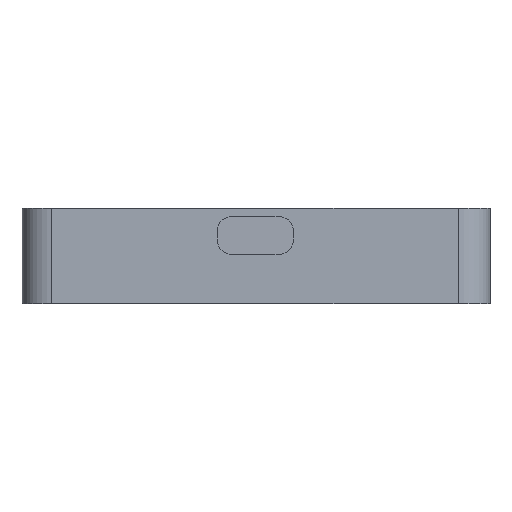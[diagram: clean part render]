
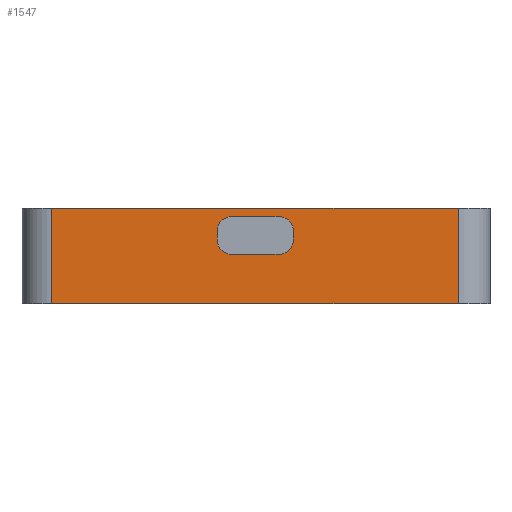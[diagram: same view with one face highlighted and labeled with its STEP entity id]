
A CAD part, left-side view. The second image highlights one B-rep face of the part: STEP entity #1547.
In plain terms, the highlighted planar face has unit normal (-1, 0, 0).
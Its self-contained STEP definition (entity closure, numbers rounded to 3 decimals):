
#20=FACE_BOUND('',#214,.T.);
#53=PLANE('',#1682);
#123=FACE_OUTER_BOUND('',#213,.T.);
#213=EDGE_LOOP('',(#1213,#1214,#1215,#1216));
#214=EDGE_LOOP('',(#1217,#1218,#1219,#1220,#1221,#1222,#1223,#1224));
#353=LINE('',#2452,#511);
#357=LINE('',#2465,#515);
#358=LINE('',#2467,#516);
#359=LINE('',#2469,#517);
#360=LINE('',#2470,#518);
#361=LINE('',#2472,#519);
#362=LINE('',#2474,#520);
#363=LINE('',#2478,#521);
#511=VECTOR('',#1980,10.);
#515=VECTOR('',#1992,10.);
#516=VECTOR('',#1993,10.);
#517=VECTOR('',#1994,10.);
#518=VECTOR('',#1995,10.);
#519=VECTOR('',#1996,10.);
#520=VECTOR('',#1997,10.);
#521=VECTOR('',#2000,10.);
#623=CIRCLE('',#1676,2.);
#625=CIRCLE('',#1680,2.);
#627=CIRCLE('',#1683,2.);
#628=CIRCLE('',#1684,2.);
#733=VERTEX_POINT('',#2442);
#734=VERTEX_POINT('',#2443);
#737=VERTEX_POINT('',#2451);
#739=VERTEX_POINT('',#2457);
#741=VERTEX_POINT('',#2463);
#742=VERTEX_POINT('',#2464);
#743=VERTEX_POINT('',#2466);
#744=VERTEX_POINT('',#2468);
#745=VERTEX_POINT('',#2471);
#746=VERTEX_POINT('',#2473);
#747=VERTEX_POINT('',#2475);
#748=VERTEX_POINT('',#2477);
#913=EDGE_CURVE('',#733,#734,#623,.T.);
#917=EDGE_CURVE('',#737,#733,#353,.T.);
#920=EDGE_CURVE('',#739,#737,#625,.T.);
#923=EDGE_CURVE('',#741,#742,#357,.T.);
#924=EDGE_CURVE('',#743,#741,#358,.T.);
#925=EDGE_CURVE('',#743,#744,#359,.T.);
#926=EDGE_CURVE('',#742,#744,#360,.T.);
#927=EDGE_CURVE('',#745,#739,#361,.T.);
#928=EDGE_CURVE('',#734,#746,#362,.T.);
#929=EDGE_CURVE('',#747,#746,#627,.T.);
#930=EDGE_CURVE('',#748,#747,#363,.T.);
#931=EDGE_CURVE('',#745,#748,#628,.T.);
#1213=ORIENTED_EDGE('',*,*,#923,.F.);
#1214=ORIENTED_EDGE('',*,*,#924,.F.);
#1215=ORIENTED_EDGE('',*,*,#925,.T.);
#1216=ORIENTED_EDGE('',*,*,#926,.F.);
#1217=ORIENTED_EDGE('',*,*,#927,.T.);
#1218=ORIENTED_EDGE('',*,*,#920,.T.);
#1219=ORIENTED_EDGE('',*,*,#917,.T.);
#1220=ORIENTED_EDGE('',*,*,#913,.T.);
#1221=ORIENTED_EDGE('',*,*,#928,.T.);
#1222=ORIENTED_EDGE('',*,*,#929,.F.);
#1223=ORIENTED_EDGE('',*,*,#930,.F.);
#1224=ORIENTED_EDGE('',*,*,#931,.F.);
#1547=ADVANCED_FACE('',(#123,#20),#53,.T.);
#1676=AXIS2_PLACEMENT_3D('',#2444,#1972,#1973);
#1680=AXIS2_PLACEMENT_3D('',#2458,#1985,#1986);
#1682=AXIS2_PLACEMENT_3D('',#2462,#1990,#1991);
#1683=AXIS2_PLACEMENT_3D('',#2476,#1998,#1999);
#1684=AXIS2_PLACEMENT_3D('',#2479,#2001,#2002);
#1972=DIRECTION('center_axis',(1.,0.,0.));
#1973=DIRECTION('ref_axis',(0.,-1.,0.));
#1980=DIRECTION('',(0.,-1.,0.));
#1985=DIRECTION('center_axis',(1.,0.,0.));
#1986=DIRECTION('ref_axis',(0.,0.,1.));
#1990=DIRECTION('center_axis',(-1.,0.,0.));
#1991=DIRECTION('ref_axis',(0.,-1.,0.));
#1992=DIRECTION('',(0.,0.,-1.));
#1993=DIRECTION('',(0.,-1.,0.));
#1994=DIRECTION('',(0.,0.,-1.));
#1995=DIRECTION('',(0.,1.,0.));
#1996=DIRECTION('',(0.,0.,1.));
#1997=DIRECTION('',(0.,0.,-1.));
#1998=DIRECTION('center_axis',(-1.,0.,0.));
#1999=DIRECTION('ref_axis',(0.,0.,-1.));
#2000=DIRECTION('',(0.,-1.,0.));
#2001=DIRECTION('center_axis',(-1.,0.,0.));
#2002=DIRECTION('ref_axis',(0.,1.,0.));
#2442=CARTESIAN_POINT('',(-45.5,-2.962,6.9));
#2443=CARTESIAN_POINT('',(-45.5,-4.962,4.9));
#2444=CARTESIAN_POINT('Origin',(-45.5,-2.962,4.9));
#2451=CARTESIAN_POINT('',(-45.5,3.738,6.9));
#2452=CARTESIAN_POINT('',(-45.5,16.412,6.9));
#2457=CARTESIAN_POINT('',(-45.5,5.738,4.9));
#2458=CARTESIAN_POINT('Origin',(-45.5,3.738,4.9));
#2462=CARTESIAN_POINT('Origin',(-45.5,29.086,-3.901));
#2463=CARTESIAN_POINT('',(-45.5,-28.213,8.099));
#2464=CARTESIAN_POINT('',(-45.5,-28.213,-5.401));
#2465=CARTESIAN_POINT('',(-45.5,-28.213,-3.901));
#2466=CARTESIAN_POINT('',(-45.5,29.086,8.099));
#2467=CARTESIAN_POINT('',(-45.5,-28.213,8.099));
#2468=CARTESIAN_POINT('',(-45.5,29.086,-5.401));
#2469=CARTESIAN_POINT('',(-45.5,29.086,-3.901));
#2470=CARTESIAN_POINT('',(-45.5,-28.213,-5.401));
#2471=CARTESIAN_POINT('',(-45.5,5.738,3.6));
#2472=CARTESIAN_POINT('',(-45.5,5.738,-0.001));
#2473=CARTESIAN_POINT('',(-45.5,-4.962,3.6));
#2474=CARTESIAN_POINT('',(-45.5,-4.962,0.5));
#2475=CARTESIAN_POINT('',(-45.5,-2.962,1.6));
#2476=CARTESIAN_POINT('Origin',(-45.5,-2.962,3.6));
#2477=CARTESIAN_POINT('',(-45.5,3.738,1.6));
#2478=CARTESIAN_POINT('',(-45.5,3.738,1.6));
#2479=CARTESIAN_POINT('Origin',(-45.5,3.738,3.6));
